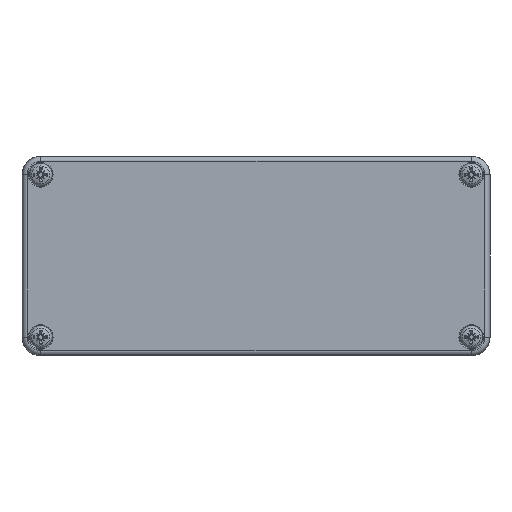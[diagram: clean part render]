
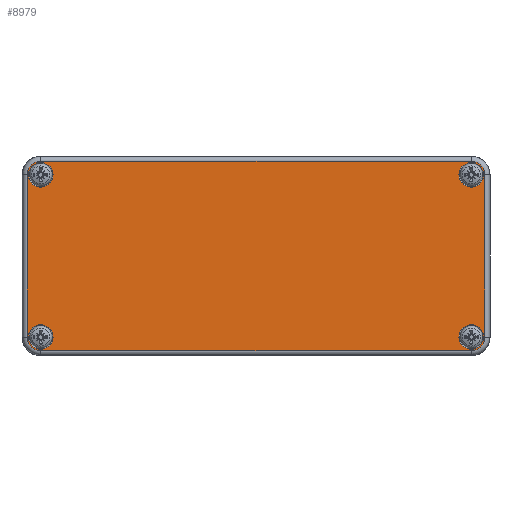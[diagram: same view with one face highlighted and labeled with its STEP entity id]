
A CAD part, top view. The second image highlights one B-rep face of the part: STEP entity #8979.
In plain terms, the highlighted face is planar.
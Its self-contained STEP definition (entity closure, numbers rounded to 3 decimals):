
#8558=CARTESIAN_POINT('',(73.369,26.,-9.0));
#8559=VERTEX_POINT('',#8558);
#8567=CARTESIAN_POINT('',(69.,30.369,-9.0));
#8568=VERTEX_POINT('',#8567);
#8569=CARTESIAN_POINT('',(69.,26.,-9.0));
#8570=DIRECTION('',(0.0,0.0,1.0));
#8571=DIRECTION('',(0.707,0.707,0.0));
#8572=AXIS2_PLACEMENT_3D('',#8569,#8570,#8571);
#8573=CIRCLE('',#8572,4.369);
#8574=EDGE_CURVE('',#8559,#8568,#8573,.T.);
#8600=CARTESIAN_POINT('',(-69.,30.369,-9.0));
#8601=VERTEX_POINT('',#8600);
#8618=CARTESIAN_POINT('',(69.,30.369,-9.0));
#8619=DIRECTION('',(-1.0,0.0,0.0));
#8620=VECTOR('',#8619,138.);
#8621=LINE('',#8618,#8620);
#8622=EDGE_CURVE('',#8568,#8601,#8621,.T.);
#8632=CARTESIAN_POINT('',(-73.369,26.,-9.0));
#8633=VERTEX_POINT('',#8632);
#8651=CARTESIAN_POINT('',(-69.,26.,-9.0));
#8652=DIRECTION('',(0.0,0.0,1.0));
#8653=DIRECTION('',(-0.707,0.707,0.0));
#8654=AXIS2_PLACEMENT_3D('',#8651,#8652,#8653);
#8655=CIRCLE('',#8654,4.369);
#8656=EDGE_CURVE('',#8601,#8633,#8655,.T.);
#8666=CARTESIAN_POINT('',(-73.369,-26.,-9.0));
#8667=VERTEX_POINT('',#8666);
#8684=CARTESIAN_POINT('',(-73.369,26.,-9.0));
#8685=DIRECTION('',(0.0,-1.0,0.0));
#8686=VECTOR('',#8685,52.);
#8687=LINE('',#8684,#8686);
#8688=EDGE_CURVE('',#8633,#8667,#8687,.T.);
#8698=CARTESIAN_POINT('',(-69.,-30.369,-9.0));
#8699=VERTEX_POINT('',#8698);
#8717=CARTESIAN_POINT('',(-69.,-26.,-9.0));
#8718=DIRECTION('',(0.0,0.0,1.0));
#8719=DIRECTION('',(-0.707,-0.707,0.0));
#8720=AXIS2_PLACEMENT_3D('',#8717,#8718,#8719);
#8721=CIRCLE('',#8720,4.369);
#8722=EDGE_CURVE('',#8667,#8699,#8721,.T.);
#8732=CARTESIAN_POINT('',(69.,-30.369,-9.0));
#8733=VERTEX_POINT('',#8732);
#8750=CARTESIAN_POINT('',(-69.,-30.369,-9.0));
#8751=DIRECTION('',(1.0,0.0,0.0));
#8752=VECTOR('',#8751,138.);
#8753=LINE('',#8750,#8752);
#8754=EDGE_CURVE('',#8699,#8733,#8753,.T.);
#8764=CARTESIAN_POINT('',(73.369,-26.,-9.0));
#8765=VERTEX_POINT('',#8764);
#8783=CARTESIAN_POINT('',(69.,-26.,-9.0));
#8784=DIRECTION('',(0.0,0.0,1.0));
#8785=DIRECTION('',(0.707,-0.707,0.0));
#8786=AXIS2_PLACEMENT_3D('',#8783,#8784,#8785);
#8787=CIRCLE('',#8786,4.369);
#8788=EDGE_CURVE('',#8733,#8765,#8787,.T.);
#8806=CARTESIAN_POINT('',(73.369,-26.,-9.0));
#8807=DIRECTION('',(0.0,1.0,0.0));
#8808=VECTOR('',#8807,52.);
#8809=LINE('',#8806,#8808);
#8810=EDGE_CURVE('',#8765,#8559,#8809,.T.);
#8920=CARTESIAN_POINT('',(0.,0.,-9.0));
#8921=DIRECTION('',(0.0,0.0,1.0));
#8922=DIRECTION('',(1.0,0.0,0.0));
#8923=AXIS2_PLACEMENT_3D('',#8920,#8921,#8922);
#8924=PLANE('',#8923);
#8925=ORIENTED_EDGE('',*,*,#8574,.F.);
#8926=ORIENTED_EDGE('',*,*,#8810,.F.);
#8927=ORIENTED_EDGE('',*,*,#8788,.F.);
#8928=ORIENTED_EDGE('',*,*,#8754,.F.);
#8929=ORIENTED_EDGE('',*,*,#8722,.F.);
#8930=ORIENTED_EDGE('',*,*,#8688,.F.);
#8931=ORIENTED_EDGE('',*,*,#8656,.F.);
#8932=ORIENTED_EDGE('',*,*,#8622,.F.);
#8933=EDGE_LOOP('',(#8925,#8926,#8927,#8928,#8929,#8930,#8931,#8932));
#8934=FACE_OUTER_BOUND('',#8933,.T.);
#8935=CARTESIAN_POINT('',(65.05,-26.,-9.0));
#8936=VERTEX_POINT('',#8935);
#8937=CARTESIAN_POINT('',(69.,-26.,-9.0));
#8938=DIRECTION('',(0.0,0.0,-1.0));
#8939=DIRECTION('',(1.0,0.0,0.0));
#8940=AXIS2_PLACEMENT_3D('',#8937,#8938,#8939);
#8941=CIRCLE('',#8940,3.95);
#8942=EDGE_CURVE('',#8936,#8936,#8941,.T.);
#8943=ORIENTED_EDGE('',*,*,#8942,.F.);
#8944=EDGE_LOOP('',(#8943));
#8945=FACE_BOUND('',#8944,.T.);
#8946=CARTESIAN_POINT('',(-72.95,26.,-9.0));
#8947=VERTEX_POINT('',#8946);
#8948=CARTESIAN_POINT('',(-69.,26.,-9.0));
#8949=DIRECTION('',(0.0,0.0,-1.0));
#8950=DIRECTION('',(1.0,0.0,0.0));
#8951=AXIS2_PLACEMENT_3D('',#8948,#8949,#8950);
#8952=CIRCLE('',#8951,3.95);
#8953=EDGE_CURVE('',#8947,#8947,#8952,.T.);
#8954=ORIENTED_EDGE('',*,*,#8953,.F.);
#8955=EDGE_LOOP('',(#8954));
#8956=FACE_BOUND('',#8955,.T.);
#8957=CARTESIAN_POINT('',(-72.95,-26.,-9.0));
#8958=VERTEX_POINT('',#8957);
#8959=CARTESIAN_POINT('',(-69.,-26.,-9.0));
#8960=DIRECTION('',(0.0,0.0,-1.0));
#8961=DIRECTION('',(1.0,0.0,0.0));
#8962=AXIS2_PLACEMENT_3D('',#8959,#8960,#8961);
#8963=CIRCLE('',#8962,3.95);
#8964=EDGE_CURVE('',#8958,#8958,#8963,.T.);
#8965=ORIENTED_EDGE('',*,*,#8964,.F.);
#8966=EDGE_LOOP('',(#8965));
#8967=FACE_BOUND('',#8966,.T.);
#8968=CARTESIAN_POINT('',(65.05,26.,-9.0));
#8969=VERTEX_POINT('',#8968);
#8970=CARTESIAN_POINT('',(69.,26.,-9.0));
#8971=DIRECTION('',(0.0,0.0,-1.0));
#8972=DIRECTION('',(1.0,0.0,0.0));
#8973=AXIS2_PLACEMENT_3D('',#8970,#8971,#8972);
#8974=CIRCLE('',#8973,3.95);
#8975=EDGE_CURVE('',#8969,#8969,#8974,.T.);
#8976=ORIENTED_EDGE('',*,*,#8975,.F.);
#8977=EDGE_LOOP('',(#8976));
#8978=FACE_BOUND('',#8977,.T.);
#8979=ADVANCED_FACE('',(#8934,#8945,#8956,#8967,#8978),#8924,.F.);
